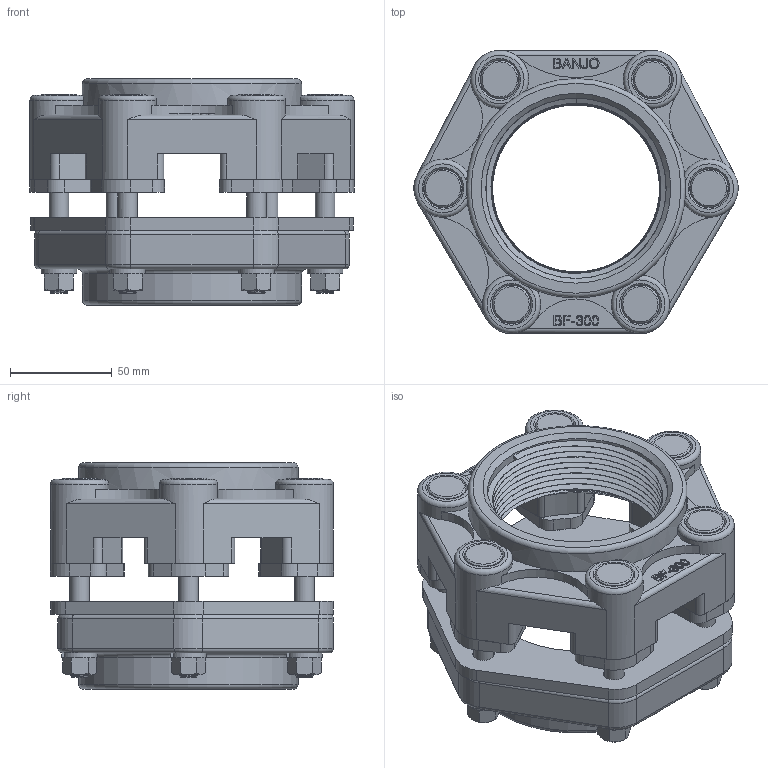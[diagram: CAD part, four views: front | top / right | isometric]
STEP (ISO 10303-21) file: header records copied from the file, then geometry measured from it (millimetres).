
FILE_DESCRIPTION(/* description */ ('3" X 3" THREAD FLANGE, BOTTOM DRAIN, EPDM '),/* implementation_level */ '2;1');
FILE_NAME(/* name */ 'BF300BD.stp',/* time_stamp */ '2020-04-22T07:58:16-04:00',/* author */ ('MEG'),/* organization */ (''),/* preprocessor_version */ 'ST-DEVELOPER v17.2',/* originating_system */ 'Autodesk Inventor 2019',/* authorisation */ '');
FILE_SCHEMA (('AUTOMOTIVE_DESIGN { 1 0 10303 214 3 1 1 }'));
Length unit declared in the file: inch
Products named in the file (10): BF300BD; BF301BD; BF300GE; V30164; BF307; V20018; V20019; BF304A; VL1004; BF300GFE
Assembly tree (34 placements, depth 2):
  BF300BD
    BF301BD
    BF300GE
    V30164
    BF307  x6
    V20018  x6
    V20019  x6
    BF304A  x6
    VL1004
    BF300GFE  x6
Bounding box: 159.73 x 139.46 x 111.4 mm (x, y, z)
Volume: 771168.8 mm3; surface area: 207591 mm2
Topology: 34 solids, 34 shells, 1611 faces, 4184 edges, 2702 vertices
Faces by surface type: cylinder 528, plane 511, cone 448, bspline 91, torus 27, sphere 6
Full cylindrical faces by diameter (mm): 8.236 x90, 9.525 x90, 10.312 x6, 10.319 x6, 10.414 x12, 18.161 x6, 18.847 x12, 19.05 x6, 86.614 x2, 107.95 x2
Entity records: 27601 total; most frequent: CARTESIAN_POINT 10455, ORIENTED_EDGE 3608, DIRECTION 3276, EDGE_CURVE 1804, VERTEX_POINT 1177, AXIS2_PLACEMENT_3D 1168, LINE 940, VECTOR 940
